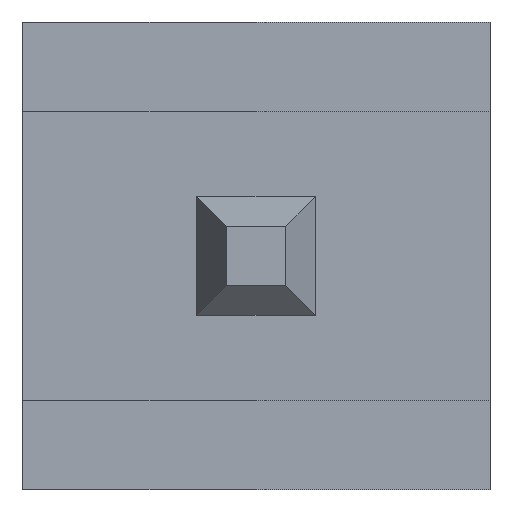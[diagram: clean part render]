
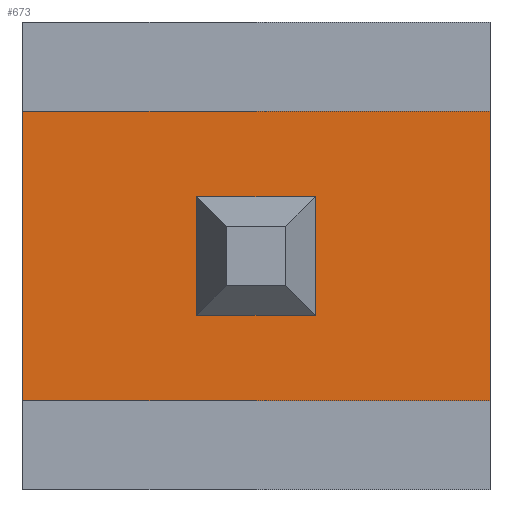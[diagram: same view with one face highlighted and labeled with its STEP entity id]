
A CAD part, front view. The second image highlights one B-rep face of the part: STEP entity #673.
In plain terms, the highlighted planar face has unit normal (0, -1, 0).
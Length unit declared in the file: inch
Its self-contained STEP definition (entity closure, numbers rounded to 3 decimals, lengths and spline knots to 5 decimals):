
#198=ORIENTED_EDGE('',*,*,#277,.T.);
#199=ORIENTED_EDGE('',*,*,#287,.T.);
#200=ORIENTED_EDGE('',*,*,#284,.T.);
#201=ORIENTED_EDGE('',*,*,#281,.T.);
#202=ORIENTED_EDGE('',*,*,#272,.T.);
#203=ORIENTED_EDGE('',*,*,#292,.F.);
#204=ORIENTED_EDGE('',*,*,#262,.F.);
#205=ORIENTED_EDGE('',*,*,#293,.T.);
#262=EDGE_CURVE('',#330,#331,#406,.T.);
#272=EDGE_CURVE('',#338,#337,#416,.T.);
#277=EDGE_CURVE('',#342,#343,#421,.T.);
#281=EDGE_CURVE('',#346,#342,#425,.T.);
#284=EDGE_CURVE('',#348,#346,#428,.T.);
#287=EDGE_CURVE('',#343,#348,#431,.T.);
#292=EDGE_CURVE('',#331,#337,#436,.T.);
#293=EDGE_CURVE('',#330,#338,#437,.T.);
#330=VERTEX_POINT('',#1024);
#331=VERTEX_POINT('',#1025);
#337=VERTEX_POINT('',#1042);
#338=VERTEX_POINT('',#1044);
#342=VERTEX_POINT('',#1054);
#343=VERTEX_POINT('',#1055);
#346=VERTEX_POINT('',#1063);
#348=VERTEX_POINT('',#1069);
#406=LINE('',#1023,#494);
#416=LINE('',#1043,#504);
#421=LINE('',#1053,#509);
#425=LINE('',#1062,#513);
#428=LINE('',#1068,#516);
#431=LINE('',#1074,#519);
#436=LINE('',#1083,#524);
#437=LINE('',#1085,#525);
#494=VECTOR('',#847,39.37008);
#504=VECTOR('',#861,39.37008);
#509=VECTOR('',#868,39.37008);
#513=VECTOR('',#874,39.37008);
#516=VECTOR('',#879,39.37008);
#519=VECTOR('',#884,39.37008);
#524=VECTOR('',#897,39.37008);
#525=VECTOR('',#900,39.37008);
#562=EDGE_LOOP('',(#198,#199,#200,#201));
#563=EDGE_LOOP('',(#202,#203,#204,#205));
#600=FACE_BOUND('',#562,.T.);
#601=FACE_BOUND('',#563,.T.);
#637=PLANE('',#737);
#673=ADVANCED_FACE('',(#600,#601),#637,.F.);
#737=AXIS2_PLACEMENT_3D('',#1086,#901,#902);
#847=DIRECTION('',(0.,0.,1.));
#861=DIRECTION('',(0.,0.,1.));
#868=DIRECTION('',(0.,0.,1.));
#874=DIRECTION('',(-1.,0.,0.));
#879=DIRECTION('',(0.,0.,-1.));
#884=DIRECTION('',(1.,0.,0.));
#897=DIRECTION('',(1.,0.,0.));
#900=DIRECTION('',(1.,0.,0.));
#901=DIRECTION('',(0.,1.,0.));
#902=DIRECTION('',(0.,0.,1.));
#1023=CARTESIAN_POINT('',(-0.03937,0.01,-0.02435));
#1024=CARTESIAN_POINT('',(-0.03937,0.01,-0.02435));
#1025=CARTESIAN_POINT('',(-0.03937,0.01,0.02435));
#1042=CARTESIAN_POINT('',(0.03937,0.01,0.02435));
#1043=CARTESIAN_POINT('',(0.03937,0.01,-0.02435));
#1044=CARTESIAN_POINT('',(0.03937,0.01,-0.02435));
#1053=CARTESIAN_POINT('',(-0.01,0.01,-0.01));
#1054=CARTESIAN_POINT('',(-0.01,0.01,-0.01));
#1055=CARTESIAN_POINT('',(-0.01,0.01,0.01));
#1062=CARTESIAN_POINT('',(0.01,0.01,-0.01));
#1063=CARTESIAN_POINT('',(0.01,0.01,-0.01));
#1068=CARTESIAN_POINT('',(0.01,0.01,0.01));
#1069=CARTESIAN_POINT('',(0.01,0.01,0.01));
#1074=CARTESIAN_POINT('',(-0.01,0.01,0.01));
#1083=CARTESIAN_POINT('',(-0.03937,0.01,0.02435));
#1085=CARTESIAN_POINT('',(-0.03937,0.01,-0.02435));
#1086=CARTESIAN_POINT('',(-0.03937,0.01,-0.02435));
